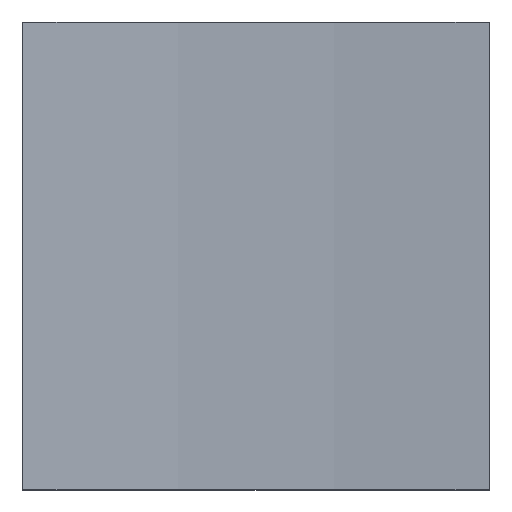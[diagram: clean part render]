
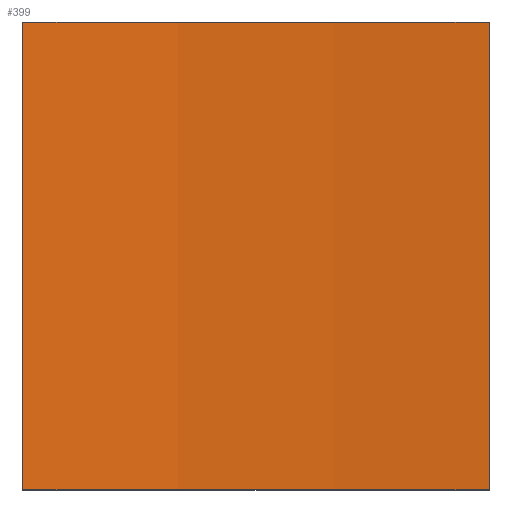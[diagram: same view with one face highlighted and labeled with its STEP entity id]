
A CAD part, top view. The second image highlights one B-rep face of the part: STEP entity #399.
In plain terms, the highlighted cylindrical face has radius 1192 mm (diameter 2384 mm), a partial arc.
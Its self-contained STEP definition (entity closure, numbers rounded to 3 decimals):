
#139=CARTESIAN_POINT('',(124.5,-8.,1232.));
#140=DIRECTION('',(0.,-1.,0.));
#141=DIRECTION('',(-0.111,0.,-0.994));
#142=AXIS2_PLACEMENT_3D('',#139,#140,#141);
#202=DIRECTION('',(0.,1.,0.));
#203=VECTOR('',#202,266.);
#204=CARTESIAN_POINT('',(257.,-8.,47.387));
#205=LINE('',#204,#203);
#206=DIRECTION('',(0.,1.,0.));
#207=VECTOR('',#206,266.);
#208=CARTESIAN_POINT('',(-8.,-8.,47.387));
#209=LINE('',#208,#207);
#222=CARTESIAN_POINT('',(124.5,258.,1232.));
#223=DIRECTION('',(0.,-1.,0.));
#224=DIRECTION('',(-0.111,0.,-0.994));
#225=AXIS2_PLACEMENT_3D('',#222,#223,#224);
#239=CARTESIAN_POINT('',(-8.,-8.,47.387));
#240=CARTESIAN_POINT('',(257.,-8.,47.387));
#241=VERTEX_POINT('',#239);
#242=VERTEX_POINT('',#240);
#243=CARTESIAN_POINT('',(-8.,258.,47.387));
#244=CARTESIAN_POINT('',(257.,258.,47.387));
#245=VERTEX_POINT('',#243);
#246=VERTEX_POINT('',#244);
#386=CARTESIAN_POINT('',(124.5,0.,1232.));
#387=DIRECTION('',(0.,1.,0.));
#388=DIRECTION('',(1.,0.,0.));
#389=AXIS2_PLACEMENT_3D('',#386,#387,#388);
#390=CYLINDRICAL_SURFACE('',#389,1192.);
#391=ORIENTED_EDGE('',*,*,#272,.F.);
#393=ORIENTED_EDGE('',*,*,#392,.T.);
#395=ORIENTED_EDGE('',*,*,#394,.T.);
#396=ORIENTED_EDGE('',*,*,#379,.F.);
#397=EDGE_LOOP('',(#391,#393,#395,#396));
#398=FACE_OUTER_BOUND('',#397,.F.);
#143=CIRCLE('',#142,1192.);
#226=CIRCLE('',#225,1192.);
#272=EDGE_CURVE('',#241,#242,#143,.T.);
#379=EDGE_CURVE('',#242,#246,#205,.T.);
#392=EDGE_CURVE('',#241,#245,#209,.T.);
#394=EDGE_CURVE('',#245,#246,#226,.T.);
#399=ADVANCED_FACE('',(#398),#390,.F.);
